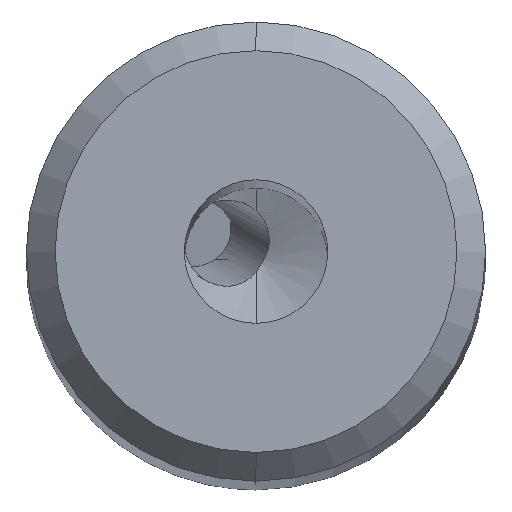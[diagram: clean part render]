
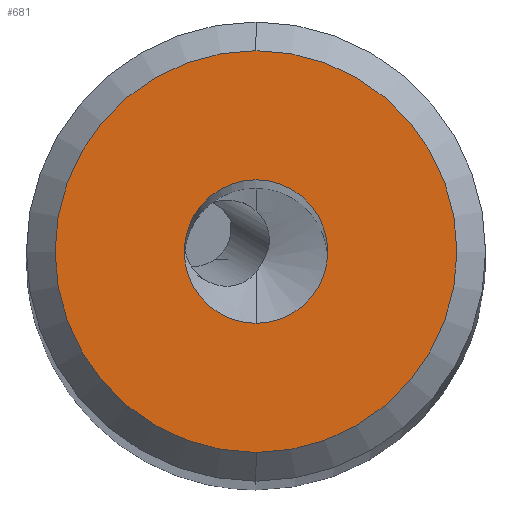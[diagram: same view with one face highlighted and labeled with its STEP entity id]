
A CAD part, top view. The second image highlights one B-rep face of the part: STEP entity #681.
In plain terms, the highlighted planar face has unit normal (0, 0, 1).
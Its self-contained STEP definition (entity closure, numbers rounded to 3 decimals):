
#513=VERTEX_POINT('NONE',#1287);
#583=VERTEX_POINT('NONE',#1363);
#611=EDGE_CURVE('NONE',#1003,#513,#1393,.T.);
#633=VERTEX_POINT('NONE',#1417);
#681=ADVANCED_FACE('NONE',(#1470,#1471),#1472,.T.);
#871=EDGE_CURVE('NONE',#513,#1003,#1681,.T.);
#975=EDGE_CURVE('NONE',#633,#583,#1794,.T.);
#1003=VERTEX_POINT('NONE',#1823);
#1047=EDGE_CURVE('NONE',#583,#633,#1870,.T.);
#1287=CARTESIAN_POINT('',(0.,-2.5,178.0));
#1363=CARTESIAN_POINT('',(0.,7.,178.0));
#1393=CIRCLE('',#2402,2.5);
#1417=CARTESIAN_POINT('',(0.0,-7.,178.0));
#1470=FACE_OUTER_BOUND('',#2544,.T.);
#1471=FACE_BOUND('',#2545,.T.);
#1472=PLANE('',#2546);
#1681=CIRCLE('',#2922,2.5);
#1794=CIRCLE('',#3143,7.);
#1823=CARTESIAN_POINT('',(0.0,2.5,178.0));
#1870=CIRCLE('',#3277,7.);
#2402=AXIS2_PLACEMENT_3D('',#3724,#3725,#3726);
#2544=EDGE_LOOP('',(#3807,#3808));
#2545=EDGE_LOOP('',(#3809,#3810));
#2546=AXIS2_PLACEMENT_3D('',#3811,#3812,#3813);
#2922=AXIS2_PLACEMENT_3D('',#4062,#4063,#4064);
#3143=AXIS2_PLACEMENT_3D('',#4171,#4172,#4173);
#3277=AXIS2_PLACEMENT_3D('',#4229,#4230,#4231);
#3724=CARTESIAN_POINT('',(0.0,0.0,178.0));
#3725=DIRECTION('',(0.0,0.0,-1.0));
#3726=DIRECTION('',(1.0,0.0,0.0));
#3807=ORIENTED_EDGE('',*,*,#975,.T.);
#3808=ORIENTED_EDGE('',*,*,#1047,.T.);
#3809=ORIENTED_EDGE('',*,*,#611,.T.);
#3810=ORIENTED_EDGE('',*,*,#871,.T.);
#3811=CARTESIAN_POINT('',(0.,0.0,178.0));
#3812=DIRECTION('',(0.,0.0,1.0));
#3813=DIRECTION('',(-1.0,0.0,0.));
#4062=CARTESIAN_POINT('',(0.0,0.0,178.0));
#4063=DIRECTION('',(0.0,0.0,-1.0));
#4064=DIRECTION('',(1.0,0.0,0.0));
#4171=CARTESIAN_POINT('',(0.0,0.0,178.0));
#4172=DIRECTION('',(0.0,0.0,1.0));
#4173=DIRECTION('',(1.0,0.0,0.0));
#4229=CARTESIAN_POINT('',(0.0,0.0,178.0));
#4230=DIRECTION('',(0.0,0.0,1.0));
#4231=DIRECTION('',(1.0,0.0,0.0));
